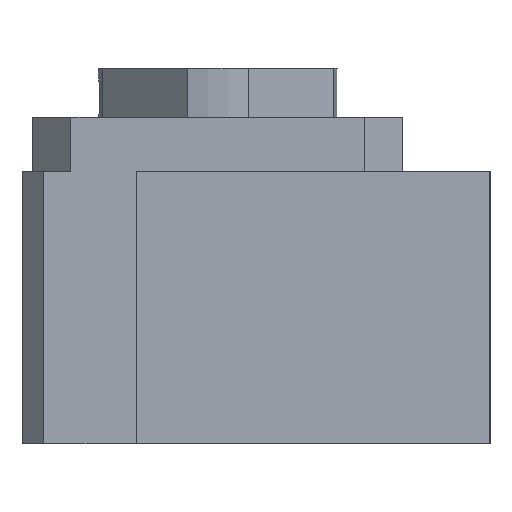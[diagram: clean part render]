
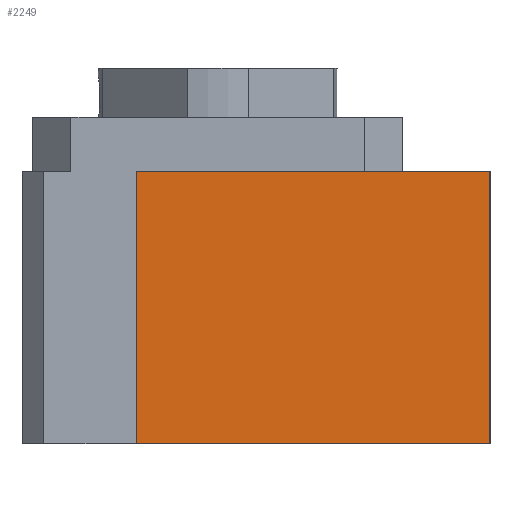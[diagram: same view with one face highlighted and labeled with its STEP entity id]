
A CAD part, left-side view. The second image highlights one B-rep face of the part: STEP entity #2249.
In plain terms, the highlighted planar face has unit normal (-1, 0, 0).
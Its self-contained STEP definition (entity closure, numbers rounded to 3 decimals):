
#86=PLANE('',#2462);
#327=FACE_OUTER_BOUND('',#481,.T.);
#481=EDGE_LOOP('',(#1945,#1946,#1947,#1948));
#674=LINE('',#4295,#855);
#675=LINE('',#4297,#856);
#676=LINE('',#4299,#857);
#677=LINE('',#4300,#858);
#855=VECTOR('',#2971,1.);
#856=VECTOR('',#2972,1.);
#857=VECTOR('',#2973,1.);
#858=VECTOR('',#2974,1.);
#1153=VERTEX_POINT('',#4293);
#1154=VERTEX_POINT('',#4294);
#1155=VERTEX_POINT('',#4296);
#1156=VERTEX_POINT('',#4298);
#1432=EDGE_CURVE('',#1153,#1154,#674,.T.);
#1433=EDGE_CURVE('',#1155,#1154,#675,.T.);
#1434=EDGE_CURVE('',#1155,#1156,#676,.T.);
#1435=EDGE_CURVE('',#1156,#1153,#677,.T.);
#1945=ORIENTED_EDGE('',*,*,#1432,.T.);
#1946=ORIENTED_EDGE('',*,*,#1433,.F.);
#1947=ORIENTED_EDGE('',*,*,#1434,.T.);
#1948=ORIENTED_EDGE('',*,*,#1435,.T.);
#2249=ADVANCED_FACE('',(#327),#86,.T.);
#2462=AXIS2_PLACEMENT_3D('',#4292,#2969,#2970);
#2969=DIRECTION('center_axis',(-1.,0.,0.));
#2970=DIRECTION('ref_axis',(0.,-1.,0.));
#2971=DIRECTION('',(0.,1.,0.));
#2972=DIRECTION('',(0.,0.,1.));
#2973=DIRECTION('',(0.,-1.,0.));
#2974=DIRECTION('',(0.,0.,1.));
#4292=CARTESIAN_POINT('Origin',(-30.,16.25,0.));
#4293=CARTESIAN_POINT('',(-30.,0.,25.));
#4294=CARTESIAN_POINT('',(-30.,32.5,25.));
#4295=CARTESIAN_POINT('',(-30.,32.5,25.));
#4296=CARTESIAN_POINT('',(-30.,32.5,0.));
#4297=CARTESIAN_POINT('',(-30.,32.5,0.));
#4298=CARTESIAN_POINT('',(-30.,0.,0.));
#4299=CARTESIAN_POINT('',(-30.,32.5,0.));
#4300=CARTESIAN_POINT('',(-30.,0.,0.));
